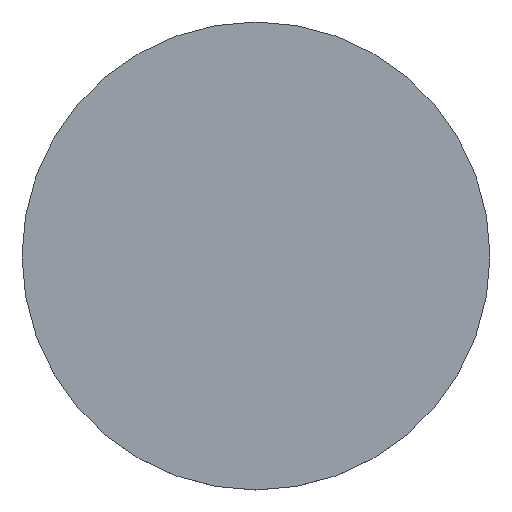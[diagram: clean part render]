
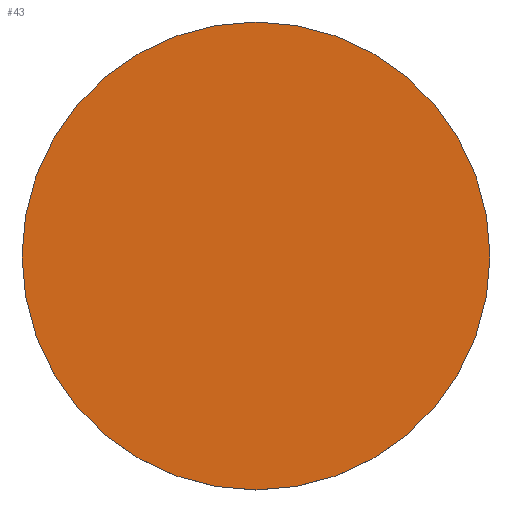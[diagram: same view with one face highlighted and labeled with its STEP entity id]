
A CAD part, top view. The second image highlights one B-rep face of the part: STEP entity #43.
In plain terms, the highlighted planar face has unit normal (0, 0, 1).
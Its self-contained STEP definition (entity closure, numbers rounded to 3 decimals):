
#14=PLANE('',#71);
#17=FACE_OUTER_BOUND('',#20,.T.);
#20=EDGE_LOOP('',(#35));
#24=CIRCLE('',#69,9.9);
#26=VERTEX_POINT('',#88);
#28=EDGE_CURVE('',#26,#26,#24,.T.);
#35=ORIENTED_EDGE('',*,*,#28,.T.);
#43=ADVANCED_FACE('',(#17),#14,.T.);
#69=AXIS2_PLACEMENT_3D('',#89,#77,#78);
#71=AXIS2_PLACEMENT_3D('',#93,#82,#83);
#77=DIRECTION('center_axis',(0.,0.,1.));
#78=DIRECTION('ref_axis',(1.,0.,0.));
#82=DIRECTION('center_axis',(0.,0.,1.));
#83=DIRECTION('ref_axis',(1.,0.,0.));
#88=CARTESIAN_POINT('',(-9.9,0.,0.8));
#89=CARTESIAN_POINT('Origin',(0.,0.,0.8));
#93=CARTESIAN_POINT('Origin',(0.,0.,0.8));
